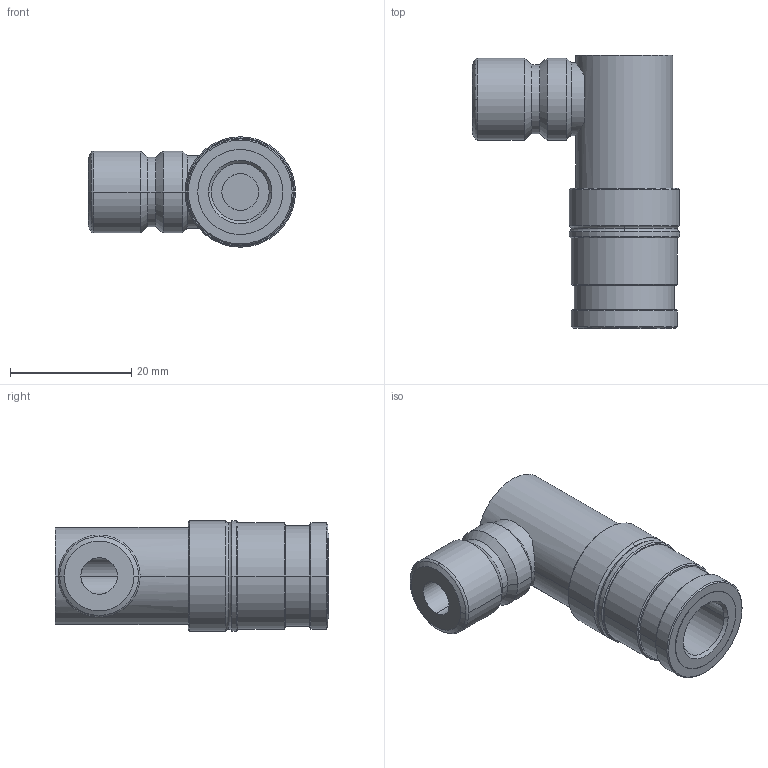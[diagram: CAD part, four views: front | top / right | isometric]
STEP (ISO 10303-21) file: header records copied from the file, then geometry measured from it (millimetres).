
FILE_DESCRIPTION(('STEP AP214'),'1');
FILE_NAME('esdmfk-esds-90ab.stp','2020-04-22T06:12:58',('TraceParts'),('TraceParts S.A.'),'Spatial InterOp 3D',' ',' ');
FILE_SCHEMA(('automotive_design'));
Length unit declared in the file: millimetre
Products named in the file (1): 1
Bounding box: 34.1 x 45 x 18.2 mm (x, y, z)
Volume: 9927.2 mm3; surface area: 5063.7 mm2
Topology: 1 solids, 1 shells, 66 faces, 146 edges, 88 vertices
Faces by surface type: cylinder 28, cone 20, plane 12, torus 6
Entity records: 2548 total; most frequent: CARTESIAN_POINT 485, DIRECTION 358, ORIENTED_EDGE 292, AXIS2_PLACEMENT_3D 153, EDGE_CURVE 146, VERTEX_POINT 88, CIRCLE 86, EDGE_LOOP 74
